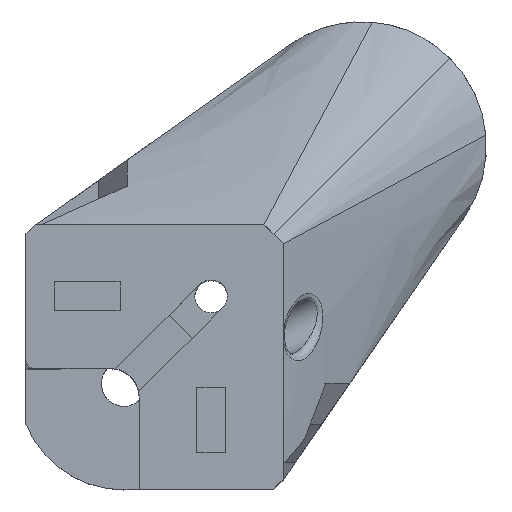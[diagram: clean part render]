
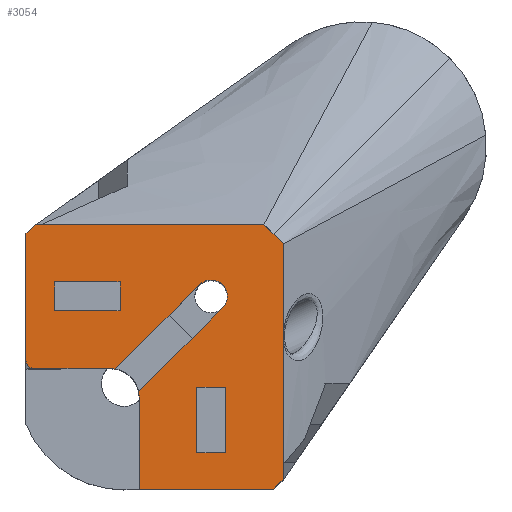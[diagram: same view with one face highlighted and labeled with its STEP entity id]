
A CAD part, top view. The second image highlights one B-rep face of the part: STEP entity #3054.
In plain terms, the highlighted planar face has unit normal (0, 0, 1).
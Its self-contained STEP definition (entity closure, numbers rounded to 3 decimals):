
#45=PLANE('',#3238);
#118=FACE_BOUND('',#376,.T.);
#119=FACE_BOUND('',#377,.T.);
#212=FACE_OUTER_BOUND('',#375,.T.);
#375=EDGE_LOOP('',(#2444,#2445,#2446,#2447,#2448,#2449,#2450,#2451,#2452,
#2453,#2454,#2455,#2456,#2457,#2458,#2459,#2460));
#376=EDGE_LOOP('',(#2461,#2462,#2463,#2464));
#377=EDGE_LOOP('',(#2465,#2466,#2467,#2468));
#491=CIRCLE('',#3233,3.);
#495=CIRCLE('',#3239,0.8);
#496=CIRCLE('',#3240,3.);
#497=CIRCLE('',#3241,1.7);
#728=LINE('',#23241,#983);
#732=LINE('',#23248,#987);
#737=LINE('',#23258,#992);
#779=LINE('',#23407,#1034);
#780=LINE('',#23409,#1035);
#781=LINE('',#23410,#1036);
#782=LINE('',#23412,#1037);
#783=LINE('',#23414,#1038);
#784=LINE('',#23418,#1039);
#785=LINE('',#23422,#1040);
#786=LINE('',#23424,#1041);
#787=LINE('',#23428,#1042);
#788=LINE('',#23429,#1043);
#789=LINE('',#23432,#1044);
#790=LINE('',#23434,#1045);
#791=LINE('',#23436,#1046);
#792=LINE('',#23437,#1047);
#793=LINE('',#23440,#1048);
#794=LINE('',#23442,#1049);
#795=LINE('',#23444,#1050);
#796=LINE('',#23445,#1051);
#983=VECTOR('',#3515,10.);
#987=VECTOR('',#3521,10.);
#992=VECTOR('',#3528,10.);
#1034=VECTOR('',#3616,10.);
#1035=VECTOR('',#3617,10.);
#1036=VECTOR('',#3618,10.);
#1037=VECTOR('',#3619,10.);
#1038=VECTOR('',#3620,10.);
#1039=VECTOR('',#3623,10.);
#1040=VECTOR('',#3626,10.);
#1041=VECTOR('',#3627,10.);
#1042=VECTOR('',#3630,10.);
#1043=VECTOR('',#3631,10.);
#1044=VECTOR('',#3632,10.);
#1045=VECTOR('',#3633,10.);
#1046=VECTOR('',#3634,10.);
#1047=VECTOR('',#3635,10.);
#1048=VECTOR('',#3636,10.);
#1049=VECTOR('',#3637,10.);
#1050=VECTOR('',#3638,10.);
#1051=VECTOR('',#3639,10.);
#1338=VERTEX_POINT('',#23238);
#1339=VERTEX_POINT('',#23240);
#1341=VERTEX_POINT('',#23247);
#1345=VERTEX_POINT('',#23256);
#1372=VERTEX_POINT('',#23387);
#1373=VERTEX_POINT('',#23388);
#1380=VERTEX_POINT('',#23406);
#1381=VERTEX_POINT('',#23408);
#1382=VERTEX_POINT('',#23411);
#1383=VERTEX_POINT('',#23413);
#1384=VERTEX_POINT('',#23415);
#1385=VERTEX_POINT('',#23417);
#1386=VERTEX_POINT('',#23419);
#1387=VERTEX_POINT('',#23421);
#1388=VERTEX_POINT('',#23423);
#1389=VERTEX_POINT('',#23425);
#1390=VERTEX_POINT('',#23427);
#1391=VERTEX_POINT('',#23430);
#1392=VERTEX_POINT('',#23431);
#1393=VERTEX_POINT('',#23433);
#1394=VERTEX_POINT('',#23435);
#1395=VERTEX_POINT('',#23438);
#1396=VERTEX_POINT('',#23439);
#1397=VERTEX_POINT('',#23441);
#1398=VERTEX_POINT('',#23443);
#1702=EDGE_CURVE('',#1338,#1339,#728,.T.);
#1706=EDGE_CURVE('',#1339,#1341,#732,.T.);
#1711=EDGE_CURVE('',#1345,#1338,#737,.T.);
#1754=EDGE_CURVE('',#1372,#1373,#491,.T.);
#1763=EDGE_CURVE('',#1372,#1380,#779,.T.);
#1764=EDGE_CURVE('',#1380,#1381,#780,.T.);
#1765=EDGE_CURVE('',#1381,#1341,#781,.T.);
#1766=EDGE_CURVE('',#1345,#1382,#782,.T.);
#1767=EDGE_CURVE('',#1382,#1383,#783,.T.);
#1768=EDGE_CURVE('',#1383,#1384,#495,.T.);
#1769=EDGE_CURVE('',#1384,#1385,#784,.T.);
#1770=EDGE_CURVE('',#1386,#1385,#496,.T.);
#1771=EDGE_CURVE('',#1386,#1387,#785,.T.);
#1772=EDGE_CURVE('',#1387,#1388,#786,.T.);
#1773=EDGE_CURVE('',#1389,#1388,#497,.T.);
#1774=EDGE_CURVE('',#1389,#1390,#787,.T.);
#1775=EDGE_CURVE('',#1390,#1373,#788,.T.);
#1776=EDGE_CURVE('',#1391,#1392,#789,.T.);
#1777=EDGE_CURVE('',#1392,#1393,#790,.T.);
#1778=EDGE_CURVE('',#1393,#1394,#791,.T.);
#1779=EDGE_CURVE('',#1394,#1391,#792,.T.);
#1780=EDGE_CURVE('',#1395,#1396,#793,.T.);
#1781=EDGE_CURVE('',#1396,#1397,#794,.T.);
#1782=EDGE_CURVE('',#1397,#1398,#795,.T.);
#1783=EDGE_CURVE('',#1398,#1395,#796,.T.);
#2444=ORIENTED_EDGE('',*,*,#1754,.F.);
#2445=ORIENTED_EDGE('',*,*,#1763,.T.);
#2446=ORIENTED_EDGE('',*,*,#1764,.T.);
#2447=ORIENTED_EDGE('',*,*,#1765,.T.);
#2448=ORIENTED_EDGE('',*,*,#1706,.F.);
#2449=ORIENTED_EDGE('',*,*,#1702,.F.);
#2450=ORIENTED_EDGE('',*,*,#1711,.F.);
#2451=ORIENTED_EDGE('',*,*,#1766,.T.);
#2452=ORIENTED_EDGE('',*,*,#1767,.T.);
#2453=ORIENTED_EDGE('',*,*,#1768,.T.);
#2454=ORIENTED_EDGE('',*,*,#1769,.T.);
#2455=ORIENTED_EDGE('',*,*,#1770,.F.);
#2456=ORIENTED_EDGE('',*,*,#1771,.T.);
#2457=ORIENTED_EDGE('',*,*,#1772,.T.);
#2458=ORIENTED_EDGE('',*,*,#1773,.F.);
#2459=ORIENTED_EDGE('',*,*,#1774,.T.);
#2460=ORIENTED_EDGE('',*,*,#1775,.T.);
#2461=ORIENTED_EDGE('',*,*,#1776,.T.);
#2462=ORIENTED_EDGE('',*,*,#1777,.T.);
#2463=ORIENTED_EDGE('',*,*,#1778,.T.);
#2464=ORIENTED_EDGE('',*,*,#1779,.T.);
#2465=ORIENTED_EDGE('',*,*,#1780,.T.);
#2466=ORIENTED_EDGE('',*,*,#1781,.T.);
#2467=ORIENTED_EDGE('',*,*,#1782,.T.);
#2468=ORIENTED_EDGE('',*,*,#1783,.T.);
#3054=ADVANCED_FACE('',(#212,#118,#119),#45,.T.);
#3233=AXIS2_PLACEMENT_3D('',#23389,#3599,#3600);
#3238=AXIS2_PLACEMENT_3D('',#23405,#3614,#3615);
#3239=AXIS2_PLACEMENT_3D('',#23416,#3621,#3622);
#3240=AXIS2_PLACEMENT_3D('',#23420,#3624,#3625);
#3241=AXIS2_PLACEMENT_3D('',#23426,#3628,#3629);
#3515=DIRECTION('',(0.707,-0.707,0.));
#3521=DIRECTION('',(0.,-1.,0.));
#3528=DIRECTION('',(1.,0.,0.));
#3599=DIRECTION('center_axis',(0.,0.,
1.));
#3600=DIRECTION('ref_axis',(0.981,0.194,0.));
#3614=DIRECTION('center_axis',(0.,0.,1.));
#3615=DIRECTION('ref_axis',(-1.,0.,0.));
#3616=DIRECTION('',(0.,-1.,0.));
#3617=DIRECTION('',(1.,0.,0.));
#3618=DIRECTION('',(0.707,0.707,0.));
#3619=DIRECTION('',(-0.707,-0.707,0.));
#3620=DIRECTION('',(0.,-1.,0.));
#3621=DIRECTION('center_axis',(0.,0.,1.));
#3622=DIRECTION('ref_axis',(0.,-1.,0.));
#3623=DIRECTION('',(1.,0.,0.));
#3624=DIRECTION('center_axis',(0.,0.,
1.));
#3625=DIRECTION('ref_axis',(0.,1.,0.));
#3626=DIRECTION('',(0.709,0.705,0.));
#3627=DIRECTION('',(0.709,0.705,0.));
#3628=DIRECTION('center_axis',(0.,0.,1.));
#3629=DIRECTION('ref_axis',(-0.705,0.709,0.));
#3630=DIRECTION('',(-0.709,-0.705,0.));
#3631=DIRECTION('',(-0.709,-0.705,0.));
#3632=DIRECTION('',(1.,0.,0.));
#3633=DIRECTION('',(0.,-1.,0.));
#3634=DIRECTION('',(-1.,0.,0.));
#3635=DIRECTION('',(0.,1.,0.));
#3636=DIRECTION('',(0.,1.,0.));
#3637=DIRECTION('',(1.,0.,0.));
#3638=DIRECTION('',(0.,-1.,0.));
#3639=DIRECTION('',(-1.,0.,0.));
#23238=CARTESIAN_POINT('',(1970.249,-39.549,531.371));
#23240=CARTESIAN_POINT('',(1972.249,-41.549,531.371));
#23241=CARTESIAN_POINT('',(1970.249,-39.549,531.371));
#23247=CARTESIAN_POINT('',(1972.249,-66.149,531.371));
#23248=CARTESIAN_POINT('',(1972.249,-41.549,531.371));
#23256=CARTESIAN_POINT('',(1946.449,-39.549,531.371));
#23258=CARTESIAN_POINT('',(1946.449,-39.549,531.371));
#23387=CARTESIAN_POINT('',(1957.249,-57.549,531.371));
#23388=CARTESIAN_POINT('',(1957.192,-56.966,531.371));
#23389=CARTESIAN_POINT('Origin',(1954.249,-57.549,531.371));
#23405=CARTESIAN_POINT('Origin',(1975.049,-70.029,531.371));
#23406=CARTESIAN_POINT('',(1957.249,-67.149,531.371));
#23407=CARTESIAN_POINT('',(1957.249,-57.549,531.371));
#23408=CARTESIAN_POINT('',(1971.249,-67.149,531.371));
#23409=CARTESIAN_POINT('',(1957.249,-67.149,531.371));
#23410=CARTESIAN_POINT('',(1971.249,-67.149,531.371));
#23411=CARTESIAN_POINT('',(1945.449,-40.549,531.371));
#23412=CARTESIAN_POINT('',(1946.449,-39.549,531.371));
#23413=CARTESIAN_POINT('',(1945.449,-53.749,531.371));
#23414=CARTESIAN_POINT('',(1945.449,-40.549,531.371));
#23415=CARTESIAN_POINT('',(1946.249,-54.549,531.371));
#23416=CARTESIAN_POINT('Origin',(1946.249,-53.749,531.371));
#23417=CARTESIAN_POINT('',(1954.249,-54.549,531.371));
#23418=CARTESIAN_POINT('',(1946.249,-54.549,531.371));
#23419=CARTESIAN_POINT('',(1954.757,-54.593,531.371));
#23420=CARTESIAN_POINT('Origin',(1954.249,-57.549,531.371));
#23421=CARTESIAN_POINT('',(1960.36,-49.018,531.371));
#23422=CARTESIAN_POINT('',(1954.757,-54.593,531.371));
#23423=CARTESIAN_POINT('',(1963.55,-45.844,531.371));
#23424=CARTESIAN_POINT('',(1960.36,-49.018,531.371));
#23425=CARTESIAN_POINT('',(1965.948,-48.254,531.371));
#23426=CARTESIAN_POINT('Origin',(1964.749,-47.049,531.371));
#23427=CARTESIAN_POINT('',(1962.758,-51.428,531.371));
#23428=CARTESIAN_POINT('',(1965.948,-48.254,531.371));
#23429=CARTESIAN_POINT('',(1962.758,-51.428,531.371));
#23430=CARTESIAN_POINT('',(1963.249,-56.549,531.371));
#23431=CARTESIAN_POINT('',(1966.249,-56.549,531.371));
#23432=CARTESIAN_POINT('',(1963.249,-56.549,531.371));
#23433=CARTESIAN_POINT('',(1966.249,-63.349,531.371));
#23434=CARTESIAN_POINT('',(1966.249,-56.549,531.371));
#23435=CARTESIAN_POINT('',(1963.249,-63.349,531.371));
#23436=CARTESIAN_POINT('',(1966.249,-63.349,531.371));
#23437=CARTESIAN_POINT('',(1963.249,-63.349,531.371));
#23438=CARTESIAN_POINT('',(1948.449,-48.549,531.371));
#23439=CARTESIAN_POINT('',(1948.449,-45.549,531.371));
#23440=CARTESIAN_POINT('',(1948.449,-48.549,531.371));
#23441=CARTESIAN_POINT('',(1955.249,-45.549,531.371));
#23442=CARTESIAN_POINT('',(1948.449,-45.549,531.371));
#23443=CARTESIAN_POINT('',(1955.249,-48.549,531.371));
#23444=CARTESIAN_POINT('',(1955.249,-45.549,531.371));
#23445=CARTESIAN_POINT('',(1955.249,-48.549,531.371));
